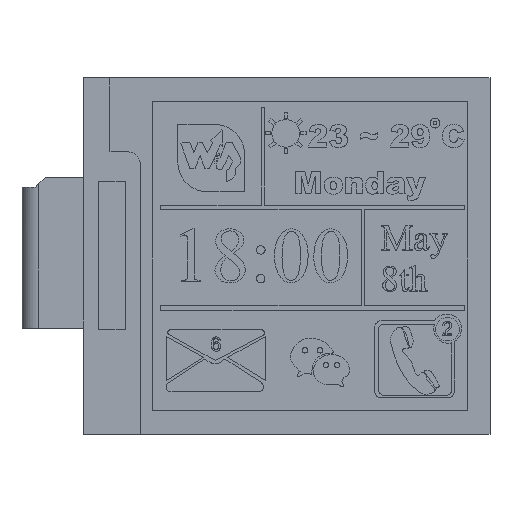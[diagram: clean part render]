
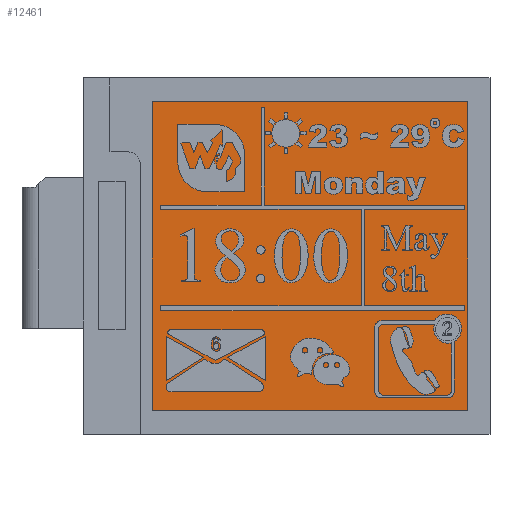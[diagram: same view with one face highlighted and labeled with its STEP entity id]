
A CAD part, top view. The second image highlights one B-rep face of the part: STEP entity #12461.
In plain terms, the highlighted planar face has unit normal (0, 0, 1).
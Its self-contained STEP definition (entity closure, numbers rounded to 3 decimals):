
#1213=LINE('',#23736,#2493);
#1215=LINE('',#23740,#2495);
#1217=LINE('',#23744,#2497);
#1219=LINE('',#23748,#2499);
#2493=VECTOR('',#18085,1000.);
#2495=VECTOR('',#18089,1000.);
#2497=VECTOR('',#18093,1000.);
#2499=VECTOR('',#18097,1000.);
#3426=PLANE('',#16466);
#5191=ORIENTED_EDGE('',*,*,#8046,.F.);
#5192=ORIENTED_EDGE('',*,*,#8039,.F.);
#5193=ORIENTED_EDGE('',*,*,#8045,.F.);
#5194=ORIENTED_EDGE('',*,*,#8043,.F.);
#5195=ORIENTED_EDGE('',*,*,#8041,.F.);
#8039=EDGE_CURVE('',#9585,#9586,#1213,.T.);
#8041=EDGE_CURVE('',#9586,#9587,#1215,.T.);
#8043=EDGE_CURVE('',#9587,#9588,#1217,.T.);
#8045=EDGE_CURVE('',#9588,#9585,#1219,.T.);
#8046=EDGE_CURVE('',#9589,#9589,#10316,.F.);
#9585=VERTEX_POINT('',#23735);
#9586=VERTEX_POINT('',#23737);
#9587=VERTEX_POINT('',#23741);
#9588=VERTEX_POINT('',#23745);
#9589=VERTEX_POINT('',#23751);
#10316=CIRCLE('',#16467,1.05);
#10726=EDGE_LOOP('',(#5191));
#10727=EDGE_LOOP('',(#5192,#5193,#5194,#5195));
#11608=FACE_BOUND('',#10726,.T.);
#11609=FACE_BOUND('',#10727,.T.);
#12461=ADVANCED_FACE('',(#11608,#11609),#3426,.F.);
#16466=AXIS2_PLACEMENT_3D('',#23749,#18098,#18099);
#16467=AXIS2_PLACEMENT_3D('',#23750,#18100,#18101);
#18085=DIRECTION('',(0.,1.,0.));
#18089=DIRECTION('',(1.,0.,0.));
#18093=DIRECTION('',(0.,-1.,0.));
#18097=DIRECTION('',(-1.,0.,0.));
#18098=DIRECTION('',(0.,0.,-1.));
#18099=DIRECTION('',(-1.,0.,0.));
#18100=DIRECTION('',(0.,0.,-1.));
#18101=DIRECTION('',(-1.,0.,0.));
#23735=CARTESIAN_POINT('',(-12.014,-13.805,1.013));
#23736=CARTESIAN_POINT('',(-12.014,-13.805,1.013));
#23737=CARTESIAN_POINT('',(-12.014,13.805,1.013));
#23740=CARTESIAN_POINT('',(-12.014,13.805,1.013));
#23741=CARTESIAN_POINT('',(16.154,13.805,1.013));
#23744=CARTESIAN_POINT('',(16.154,13.805,1.013));
#23745=CARTESIAN_POINT('',(16.154,-13.805,1.013));
#23748=CARTESIAN_POINT('',(16.154,-13.805,1.013));
#23749=CARTESIAN_POINT('',(0.,0.,1.013));
#23750=CARTESIAN_POINT('',(14.367,-6.539,1.013));
#23751=CARTESIAN_POINT('',(13.317,-6.539,1.013));
